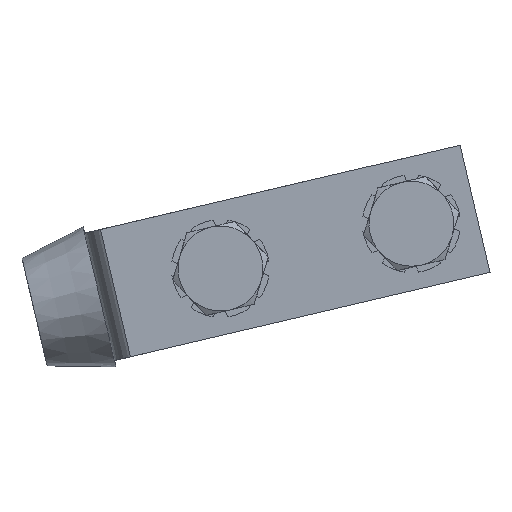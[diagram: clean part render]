
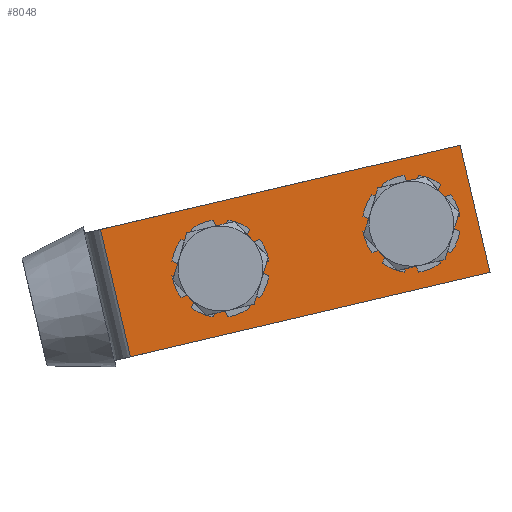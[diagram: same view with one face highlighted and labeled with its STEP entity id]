
A CAD part, front view. The second image highlights one B-rep face of the part: STEP entity #8048.
In plain terms, the highlighted planar face has unit normal (0, -1, 0).
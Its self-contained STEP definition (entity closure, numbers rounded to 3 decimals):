
#12 = VERTEX_POINT ( 'NONE', #7395 ) ;
#481 = CARTESIAN_POINT ( 'NONE',  ( -5.876, -10., 34.52 ) ) ;
#635 = VERTEX_POINT ( 'NONE', #10315 ) ;
#763 = DIRECTION ( 'NONE',  ( 0., 1., 0. ) ) ;
#1051 = CARTESIAN_POINT ( 'NONE',  ( -5.1, -10., 31.21 ) ) ;
#1061 = ORIENTED_EDGE ( 'NONE', *, *, #5203, .T. ) ;
#1319 = ORIENTED_EDGE ( 'NONE', *, *, #2561, .F. ) ;
#1512 = DIRECTION ( 'NONE',  ( 0., 1., 0. ) ) ;
#1726 = VERTEX_POINT ( 'NONE', #8438 ) ;
#1814 = DIRECTION ( 'NONE',  ( 0.228, 0., -0.974 ) ) ;
#2181 = VECTOR ( 'NONE', #9550, 1000. ) ;
#2273 = FACE_OUTER_BOUND ( 'NONE', #8379, .T. ) ;
#2358 = EDGE_CURVE ( 'NONE', #12, #10882, #6434, .T. ) ;
#2561 = EDGE_CURVE ( 'NONE', #12, #7384, #8413, .T. ) ;
#3195 = CARTESIAN_POINT ( 'NONE',  ( -24.223, -10., 40.49 ) ) ;
#3217 = DIRECTION ( 'NONE',  ( 0., 1., 0. ) ) ;
#3660 = CARTESIAN_POINT ( 'NONE',  ( -19.657, -10., 21.018 ) ) ;
#3787 = LINE ( 'NONE', #7208, #11481 ) ;
#3945 = VERTEX_POINT ( 'NONE', #9697 ) ;
#4059 = CARTESIAN_POINT ( 'NONE',  ( -19.657, -10., 21.018 ) ) ;
#4147 = EDGE_CURVE ( 'NONE', #10882, #11347, #6608, .T. ) ;
#4262 = DIRECTION ( 'NONE',  ( -0.228, 0., 0.974 ) ) ;
#4406 = FACE_BOUND ( 'NONE', #8858, .T. ) ;
#4696 = VERTEX_POINT ( 'NONE', #1051 ) ;
#4784 = ORIENTED_EDGE ( 'NONE', *, *, #5913, .T. ) ;
#5042 = VECTOR ( 'NONE', #10010, 1000. ) ;
#5203 = EDGE_CURVE ( 'NONE', #3945, #4696, #5392, .T. ) ;
#5263 = DIRECTION ( 'NONE',  ( -0.228, 0., 0.974 ) ) ;
#5376 = CIRCLE ( 'NONE', #6587, 3.4 ) ;
#5392 = CIRCLE ( 'NONE', #10917, 3.4 ) ;
#5687 = EDGE_CURVE ( 'NONE', #1726, #635, #8785, .T. ) ;
#5792 = ORIENTED_EDGE ( 'NONE', *, *, #10179, .F. ) ;
#5807 = ORIENTED_EDGE ( 'NONE', *, *, #5687, .T. ) ;
#5913 = EDGE_CURVE ( 'NONE', #635, #1726, #5376, .T. ) ;
#6172 = CARTESIAN_POINT ( 'NONE',  ( 35.351, -10., 33.916 ) ) ;
#6360 = CARTESIAN_POINT ( 'NONE',  ( 30.785, -10., 53.388 ) ) ;
#6434 = LINE ( 'NONE', #3195, #2181 ) ;
#6587 = AXIS2_PLACEMENT_3D ( 'NONE', #11605, #1512, #5263 ) ;
#6608 = LINE ( 'NONE', #3660, #5042 ) ;
#6718 = VECTOR ( 'NONE', #6816, 1000. ) ;
#6781 = AXIS2_PLACEMENT_3D ( 'NONE', #8661, #8579, #4262 ) ;
#6816 = DIRECTION ( 'NONE',  ( 0.974, 0., 0.228 ) ) ;
#6951 = EDGE_CURVE ( 'NONE', #4696, #3945, #8608, .T. ) ;
#7038 = AXIS2_PLACEMENT_3D ( 'NONE', #7791, #3217, #9583 ) ;
#7132 = CARTESIAN_POINT ( 'NONE',  ( -5.876, -10., 34.52 ) ) ;
#7208 = CARTESIAN_POINT ( 'NONE',  ( 30.785, -10., 53.388 ) ) ;
#7384 = VERTEX_POINT ( 'NONE', #6360 ) ;
#7395 = CARTESIAN_POINT ( 'NONE',  ( -24.223, -10., 40.49 ) ) ;
#7617 = PLANE ( 'NONE',  #6781 ) ;
#7791 = CARTESIAN_POINT ( 'NONE',  ( 23.332, -10., 41.369 ) ) ;
#7807 = CARTESIAN_POINT ( 'NONE',  ( -24.223, -10., 40.49 ) ) ;
#8048 = ADVANCED_FACE ( 'NONE', ( #4406, #9955, #2273 ), #7617, .F. ) ;
#8379 = EDGE_LOOP ( 'NONE', ( #11438, #5792, #1319, #8897 ) ) ;
#8413 = LINE ( 'NONE', #7807, #6718 ) ;
#8438 = CARTESIAN_POINT ( 'NONE',  ( 24.108, -10., 38.059 ) ) ;
#8579 = DIRECTION ( 'NONE',  ( 0., 1., 0. ) ) ;
#8608 = CIRCLE ( 'NONE', #10317, 3.4 ) ;
#8661 = CARTESIAN_POINT ( 'NONE',  ( -24.223, -10., 40.49 ) ) ;
#8712 = ORIENTED_EDGE ( 'NONE', *, *, #6951, .T. ) ;
#8785 = CIRCLE ( 'NONE', #7038, 3.4 ) ;
#8858 = EDGE_LOOP ( 'NONE', ( #4784, #5807 ) ) ;
#8897 = ORIENTED_EDGE ( 'NONE', *, *, #2358, .T. ) ;
#9028 = DIRECTION ( 'NONE',  ( -0.228, 0., 0.974 ) ) ;
#9499 = DIRECTION ( 'NONE',  ( -0.228, 0., 0.974 ) ) ;
#9550 = DIRECTION ( 'NONE',  ( 0.228, 0., -0.974 ) ) ;
#9583 = DIRECTION ( 'NONE',  ( -0.228, 0., 0.974 ) ) ;
#9697 = CARTESIAN_POINT ( 'NONE',  ( -6.652, -10., 37.831 ) ) ;
#9955 = FACE_BOUND ( 'NONE', #9990, .T. ) ;
#9990 = EDGE_LOOP ( 'NONE', ( #1061, #8712 ) ) ;
#10010 = DIRECTION ( 'NONE',  ( 0.974, 0., 0.228 ) ) ;
#10179 = EDGE_CURVE ( 'NONE', #7384, #11347, #3787, .T. ) ;
#10315 = CARTESIAN_POINT ( 'NONE',  ( 22.556, -10., 44.679 ) ) ;
#10317 = AXIS2_PLACEMENT_3D ( 'NONE', #481, #10425, #9499 ) ;
#10425 = DIRECTION ( 'NONE',  ( 0., 1., 0. ) ) ;
#10882 = VERTEX_POINT ( 'NONE', #4059 ) ;
#10917 = AXIS2_PLACEMENT_3D ( 'NONE', #7132, #763, #9028 ) ;
#11347 = VERTEX_POINT ( 'NONE', #6172 ) ;
#11438 = ORIENTED_EDGE ( 'NONE', *, *, #4147, .T. ) ;
#11481 = VECTOR ( 'NONE', #1814, 1000. ) ;
#11605 = CARTESIAN_POINT ( 'NONE',  ( 23.332, -10., 41.369 ) ) ;
